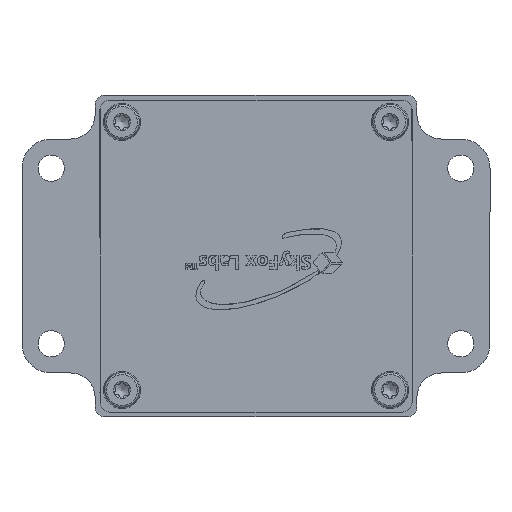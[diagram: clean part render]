
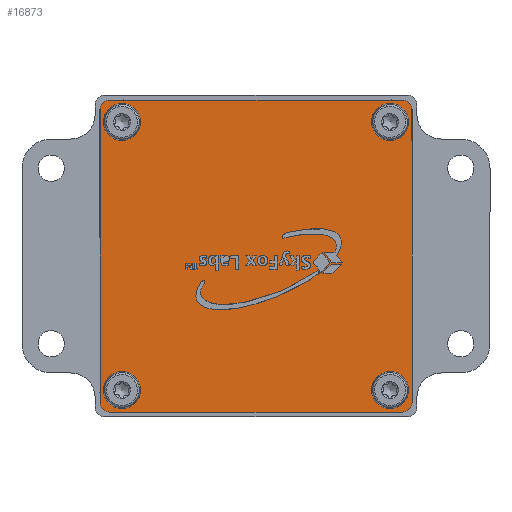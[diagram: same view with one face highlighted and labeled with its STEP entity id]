
A CAD part, front view. The second image highlights one B-rep face of the part: STEP entity #16873.
In plain terms, the highlighted planar face has unit normal (0, -1, 0).
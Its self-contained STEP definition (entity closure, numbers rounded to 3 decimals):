
#829=FACE_BOUND('',#2474,.T.);
#830=FACE_BOUND('',#2475,.T.);
#831=FACE_BOUND('',#2476,.T.);
#832=FACE_BOUND('',#2477,.T.);
#931=PLANE('',#18167);
#1480=FACE_OUTER_BOUND('',#2473,.T.);
#2473=EDGE_LOOP('',(#11553,#11554,#11555,#11556,#11557,#11558,#11559,#11560));
#2474=EDGE_LOOP('',(#11561));
#2475=EDGE_LOOP('',(#11562));
#2476=EDGE_LOOP('',(#11563));
#2477=EDGE_LOOP('',(#11564));
#3552=LINE('',#24390,#5188);
#3556=LINE('',#24402,#5192);
#3560=LINE('',#24414,#5196);
#3564=LINE('',#24425,#5200);
#5188=VECTOR('',#19706,10.);
#5192=VECTOR('',#19718,10.);
#5196=VECTOR('',#19730,10.);
#5200=VECTOR('',#19742,10.);
#6818=CIRCLE('',#18139,1.05);
#6820=CIRCLE('',#18142,1.05);
#6822=CIRCLE('',#18145,1.05);
#6824=CIRCLE('',#18148,1.05);
#6826=CIRCLE('',#18151,1.);
#6828=CIRCLE('',#18155,1.);
#6830=CIRCLE('',#18159,1.);
#6832=CIRCLE('',#18163,1.);
#7303=VERTEX_POINT('',#24356);
#7305=VERTEX_POINT('',#24362);
#7307=VERTEX_POINT('',#24368);
#7309=VERTEX_POINT('',#24374);
#7311=VERTEX_POINT('',#24380);
#7312=VERTEX_POINT('',#24381);
#7315=VERTEX_POINT('',#24389);
#7317=VERTEX_POINT('',#24395);
#7319=VERTEX_POINT('',#24401);
#7321=VERTEX_POINT('',#24407);
#7323=VERTEX_POINT('',#24413);
#7325=VERTEX_POINT('',#24419);
#8954=EDGE_CURVE('',#7303,#7303,#6818,.T.);
#8957=EDGE_CURVE('',#7305,#7305,#6820,.T.);
#8960=EDGE_CURVE('',#7307,#7307,#6822,.T.);
#8963=EDGE_CURVE('',#7309,#7309,#6824,.T.);
#8966=EDGE_CURVE('',#7311,#7312,#6826,.T.);
#8970=EDGE_CURVE('',#7315,#7311,#3552,.T.);
#8973=EDGE_CURVE('',#7317,#7315,#6828,.T.);
#8976=EDGE_CURVE('',#7319,#7317,#3556,.T.);
#8979=EDGE_CURVE('',#7321,#7319,#6830,.T.);
#8982=EDGE_CURVE('',#7323,#7321,#3560,.T.);
#8985=EDGE_CURVE('',#7325,#7323,#6832,.T.);
#8988=EDGE_CURVE('',#7312,#7325,#3564,.T.);
#11553=ORIENTED_EDGE('',*,*,#8988,.F.);
#11554=ORIENTED_EDGE('',*,*,#8966,.F.);
#11555=ORIENTED_EDGE('',*,*,#8970,.F.);
#11556=ORIENTED_EDGE('',*,*,#8973,.F.);
#11557=ORIENTED_EDGE('',*,*,#8976,.F.);
#11558=ORIENTED_EDGE('',*,*,#8979,.F.);
#11559=ORIENTED_EDGE('',*,*,#8982,.F.);
#11560=ORIENTED_EDGE('',*,*,#8985,.F.);
#11561=ORIENTED_EDGE('',*,*,#8954,.T.);
#11562=ORIENTED_EDGE('',*,*,#8957,.T.);
#11563=ORIENTED_EDGE('',*,*,#8960,.T.);
#11564=ORIENTED_EDGE('',*,*,#8963,.T.);
#16873=ADVANCED_FACE('',(#1480,#829,#830,#831,#832),#931,.F.);
#18139=AXIS2_PLACEMENT_3D('',#24357,#19670,#19671);
#18142=AXIS2_PLACEMENT_3D('',#24363,#19677,#19678);
#18145=AXIS2_PLACEMENT_3D('',#24369,#19684,#19685);
#18148=AXIS2_PLACEMENT_3D('',#24375,#19691,#19692);
#18151=AXIS2_PLACEMENT_3D('',#24382,#19698,#19699);
#18155=AXIS2_PLACEMENT_3D('',#24396,#19711,#19712);
#18159=AXIS2_PLACEMENT_3D('',#24408,#19723,#19724);
#18163=AXIS2_PLACEMENT_3D('',#24420,#19735,#19736);
#18167=AXIS2_PLACEMENT_3D('',#24428,#19746,#19747);
#19670=DIRECTION('center_axis',(0.,1.,0.));
#19671=DIRECTION('ref_axis',(1.,0.,0.));
#19677=DIRECTION('center_axis',(0.,1.,0.));
#19678=DIRECTION('ref_axis',(1.,0.,0.));
#19684=DIRECTION('center_axis',(0.,1.,0.));
#19685=DIRECTION('ref_axis',(1.,0.,0.));
#19691=DIRECTION('center_axis',(0.,1.,0.));
#19692=DIRECTION('ref_axis',(1.,0.,0.));
#19698=DIRECTION('center_axis',(0.,1.,0.));
#19699=DIRECTION('ref_axis',(-1.,0.,0.));
#19706=DIRECTION('',(0.,0.,1.));
#19711=DIRECTION('center_axis',(0.,1.,0.));
#19712=DIRECTION('ref_axis',(0.,0.,-1.));
#19718=DIRECTION('',(-1.,0.,0.));
#19723=DIRECTION('center_axis',(0.,1.,0.));
#19724=DIRECTION('ref_axis',(1.,0.,0.));
#19730=DIRECTION('',(0.,0.,-1.));
#19735=DIRECTION('center_axis',(0.,1.,0.));
#19736=DIRECTION('ref_axis',(0.,0.,1.));
#19742=DIRECTION('',(1.,0.,0.));
#19746=DIRECTION('center_axis',(0.,1.,0.));
#19747=DIRECTION('ref_axis',(0.,0.,1.));
#24356=CARTESIAN_POINT('',(-3.3,0.,-29.75));
#24357=CARTESIAN_POINT('Origin',(-2.25,0.,-29.75));
#24362=CARTESIAN_POINT('',(-3.3,0.,-2.25));
#24363=CARTESIAN_POINT('Origin',(-2.25,0.,-2.25));
#24368=CARTESIAN_POINT('',(-30.8,0.,-29.75));
#24369=CARTESIAN_POINT('Origin',(-29.75,0.,-29.75));
#24374=CARTESIAN_POINT('',(-30.8,0.,-2.25));
#24375=CARTESIAN_POINT('Origin',(-29.75,0.,-2.25));
#24380=CARTESIAN_POINT('',(-32.,0.,-1.));
#24381=CARTESIAN_POINT('',(-31.,0.,0.));
#24382=CARTESIAN_POINT('Origin',(-31.,0.,-1.));
#24389=CARTESIAN_POINT('',(-32.,0.,-31.));
#24390=CARTESIAN_POINT('',(-32.,0.,-31.));
#24395=CARTESIAN_POINT('',(-31.,0.,-32.));
#24396=CARTESIAN_POINT('Origin',(-31.,0.,-31.));
#24401=CARTESIAN_POINT('',(-1.,0.,-32.));
#24402=CARTESIAN_POINT('',(-1.,0.,-32.));
#24407=CARTESIAN_POINT('',(0.,0.,-31.));
#24408=CARTESIAN_POINT('Origin',(-1.,0.,-31.));
#24413=CARTESIAN_POINT('',(0.,0.,-1.));
#24414=CARTESIAN_POINT('',(0.,0.,-1.));
#24419=CARTESIAN_POINT('',(-1.,0.,0.));
#24420=CARTESIAN_POINT('Origin',(-1.,0.,-1.));
#24425=CARTESIAN_POINT('',(-31.,0.,0.));
#24428=CARTESIAN_POINT('Origin',(-16.,0.,-16.));
